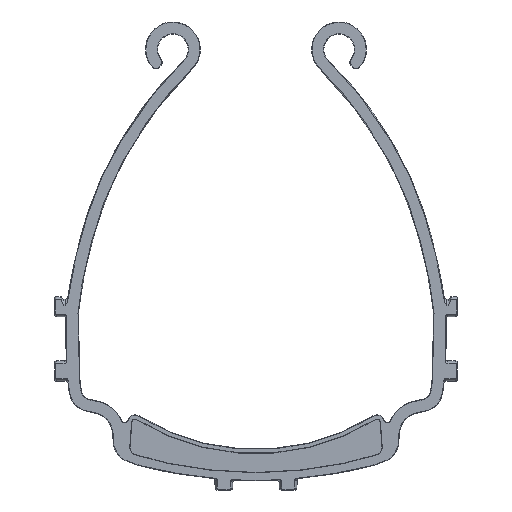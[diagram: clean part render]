
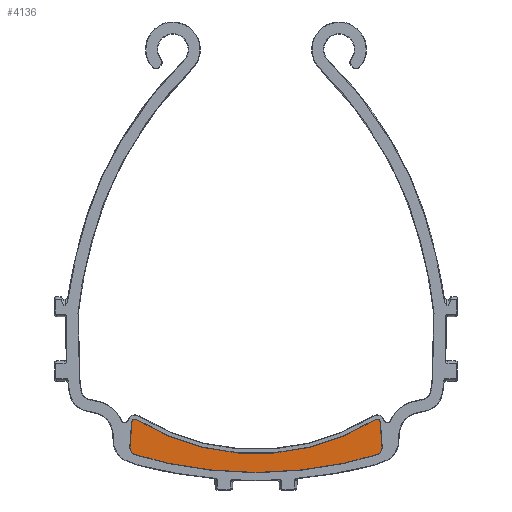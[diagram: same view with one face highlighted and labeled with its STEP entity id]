
A CAD part, top view. The second image highlights one B-rep face of the part: STEP entity #4136.
In plain terms, the highlighted planar face has unit normal (0, 0, 1).
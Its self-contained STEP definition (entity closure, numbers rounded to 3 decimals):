
#231=PLANE('',#4377);
#433=FACE_OUTER_BOUND('',#678,.T.);
#678=EDGE_LOOP('',(#3712,#3713,#3714,#3715,#3716,#3717,#3718,#3719,#3720));
#764=LINE('',#7939,#924);
#848=LINE('',#12511,#1008);
#924=VECTOR('',#4559,10.);
#1008=VECTOR('',#4879,10.);
#1068=CIRCLE('',#4254,1.25);
#1132=CIRCLE('',#4372,89.25);
#1135=CIRCLE('',#4376,1.25);
#1309=B_SPLINE_CURVE_WITH_KNOTS('',3,(#7974,#7975,#7976,#7977,#7978),
 .UNSPECIFIED.,.F.,.F.,(4,1,4),(-0.391,-0.168,0.),
 .UNSPECIFIED.);
#1311=B_SPLINE_CURVE_WITH_KNOTS('',3,(#8003,#8004,#8005,#8006),
 .UNSPECIFIED.,.F.,.F.,(4,4),(-1.932,-1.),.UNSPECIFIED.);
#1511=B_SPLINE_CURVE_WITH_KNOTS('',3,(#12545,#12546,#12547,#12548,#12549),
 .UNSPECIFIED.,.F.,.F.,(4,1,4),(-0.391,-0.168,0.),
 .UNSPECIFIED.);
#1514=B_SPLINE_CURVE_WITH_KNOTS('',3,(#12577,#12578,#12579,#12580),
 .UNSPECIFIED.,.F.,.F.,(4,4),(-1.932,-1.),.UNSPECIFIED.);
#1690=VERTEX_POINT('',#7933);
#1692=VERTEX_POINT('',#7937);
#1693=VERTEX_POINT('',#7941);
#1696=VERTEX_POINT('',#7972);
#1697=VERTEX_POINT('',#7995);
#1920=VERTEX_POINT('',#12508);
#1921=VERTEX_POINT('',#12510);
#1923=VERTEX_POINT('',#12516);
#1925=VERTEX_POINT('',#12544);
#2175=EDGE_CURVE('',#1690,#1692,#764,.T.);
#2176=EDGE_CURVE('',#1693,#1690,#1068,.T.);
#2181=EDGE_CURVE('',#1692,#1696,#1309,.T.);
#2183=EDGE_CURVE('',#1696,#1697,#1311,.T.);
#2528=EDGE_CURVE('',#1920,#1921,#848,.T.);
#2531=EDGE_CURVE('',#1693,#1923,#1132,.T.);
#2535=EDGE_CURVE('',#1923,#1920,#1135,.T.);
#2536=EDGE_CURVE('',#1921,#1925,#1511,.T.);
#2540=EDGE_CURVE('',#1925,#1697,#1514,.T.);
#3712=ORIENTED_EDGE('',*,*,#2540,.F.);
#3713=ORIENTED_EDGE('',*,*,#2536,.F.);
#3714=ORIENTED_EDGE('',*,*,#2528,.F.);
#3715=ORIENTED_EDGE('',*,*,#2535,.F.);
#3716=ORIENTED_EDGE('',*,*,#2531,.F.);
#3717=ORIENTED_EDGE('',*,*,#2176,.T.);
#3718=ORIENTED_EDGE('',*,*,#2175,.T.);
#3719=ORIENTED_EDGE('',*,*,#2181,.T.);
#3720=ORIENTED_EDGE('',*,*,#2183,.T.);
#4136=ADVANCED_FACE('',(#433),#231,.T.);
#4254=AXIS2_PLACEMENT_3D('',#7942,#4562,#4563);
#4372=AXIS2_PLACEMENT_3D('',#12517,#4884,#4885);
#4376=AXIS2_PLACEMENT_3D('',#12523,#4893,#4894);
#4377=AXIS2_PLACEMENT_3D('',#12581,#4896,#4897);
#4559=DIRECTION('',(-0.074,-0.997,0.));
#4562=DIRECTION('center_axis',(0.,0.,
1.));
#4563=DIRECTION('ref_axis',(-0.997,0.076,0.));
#4879=DIRECTION('',(0.074,-0.997,0.));
#4884=DIRECTION('center_axis',(0.,0.,1.));
#4885=DIRECTION('ref_axis',(0.,-1.,0.));
#4893=DIRECTION('center_axis',(0.,0.,-1.));
#4894=DIRECTION('ref_axis',(0.997,0.076,0.));
#4896=DIRECTION('center_axis',(0.,0.,1.));
#4897=DIRECTION('ref_axis',(1.,0.,0.));
#7933=CARTESIAN_POINT('',(-48.935,-6.82,0.75));
#7937=CARTESIAN_POINT('',(-49.658,-16.571,0.75));
#7939=CARTESIAN_POINT('',(-49.214,-10.579,0.75));
#7941=CARTESIAN_POINT('',(-47.03,-5.853,0.75));
#7942=CARTESIAN_POINT('Origin',(-47.689,-6.916,0.75));
#7972=CARTESIAN_POINT('',(-47.741,-19.516,0.75));
#7974=CARTESIAN_POINT('Ctrl Pts',(-49.658,-16.571,0.75));
#7975=CARTESIAN_POINT('Ctrl Pts',(-49.711,-17.29,0.75));
#7976=CARTESIAN_POINT('Ctrl Pts',(-49.313,-18.573,0.75));
#7977=CARTESIAN_POINT('Ctrl Pts',(-48.25,-19.334,0.75));
#7978=CARTESIAN_POINT('Ctrl Pts',(-47.741,-19.516,0.75));
#7995=CARTESIAN_POINT('',(0.,-26.644,0.75));
#8003=CARTESIAN_POINT('Ctrl Pts',(-47.741,-19.516,0.75));
#8004=CARTESIAN_POINT('Ctrl Pts',(-37.31,-23.24,0.75));
#8005=CARTESIAN_POINT('Ctrl Pts',(-17.461,-26.644,0.75));
#8006=CARTESIAN_POINT('Ctrl Pts',(0.,-26.644,0.75));
#12508=CARTESIAN_POINT('',(48.935,-6.82,0.75));
#12510=CARTESIAN_POINT('',(49.658,-16.571,0.75));
#12511=CARTESIAN_POINT('',(49.214,-10.579,0.75));
#12516=CARTESIAN_POINT('',(47.03,-5.853,0.75));
#12517=CARTESIAN_POINT('Origin',(0.,70.,0.75));
#12523=CARTESIAN_POINT('Origin',(47.689,-6.916,0.75));
#12544=CARTESIAN_POINT('',(47.741,-19.516,0.75));
#12545=CARTESIAN_POINT('Ctrl Pts',(49.658,-16.571,0.75));
#12546=CARTESIAN_POINT('Ctrl Pts',(49.711,-17.29,0.75));
#12547=CARTESIAN_POINT('Ctrl Pts',(49.313,-18.573,0.75));
#12548=CARTESIAN_POINT('Ctrl Pts',(48.25,-19.334,0.75));
#12549=CARTESIAN_POINT('Ctrl Pts',(47.741,-19.516,0.75));
#12577=CARTESIAN_POINT('Ctrl Pts',(47.741,-19.516,0.75));
#12578=CARTESIAN_POINT('Ctrl Pts',(37.31,-23.24,0.75));
#12579=CARTESIAN_POINT('Ctrl Pts',(17.461,-26.644,0.75));
#12580=CARTESIAN_POINT('Ctrl Pts',(0.,-26.644,
0.75));
#12581=CARTESIAN_POINT('Origin',(24.961,-16.155,0.75));
